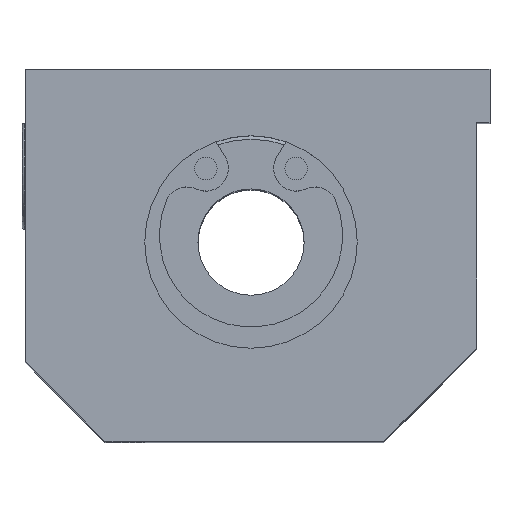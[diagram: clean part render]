
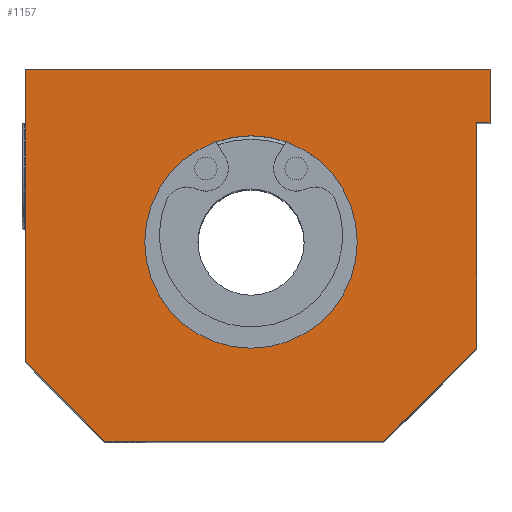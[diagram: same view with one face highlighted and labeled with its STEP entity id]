
A CAD part, top view. The second image highlights one B-rep face of the part: STEP entity #1157.
In plain terms, the highlighted planar face has unit normal (0, 0, 1).
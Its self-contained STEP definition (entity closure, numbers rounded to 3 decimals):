
#65=FACE_BOUND('',#439,.T.);
#104=PLANE('',#1357);
#119=LINE('',#1837,#199);
#121=LINE('',#1842,#201);
#157=LINE('',#2031,#237);
#159=LINE('',#2034,#239);
#162=LINE('',#2040,#242);
#167=LINE('',#2049,#247);
#172=LINE('',#2058,#252);
#174=LINE('',#2062,#254);
#199=VECTOR('',#1455,10.);
#201=VECTOR('',#1459,10.);
#237=VECTOR('',#1621,10.);
#239=VECTOR('',#1625,10.);
#242=VECTOR('',#1630,10.);
#247=VECTOR('',#1637,10.);
#252=VECTOR('',#1648,10.);
#254=VECTOR('',#1654,10.);
#350=FACE_OUTER_BOUND('',#438,.T.);
#438=EDGE_LOOP('',(#992,#993,#994,#995,#996,#997,#998,#999));
#439=EDGE_LOOP('',(#1000));
#494=CIRCLE('',#1310,8.);
#550=VERTEX_POINT('',#1831);
#552=VERTEX_POINT('',#1835);
#554=VERTEX_POINT('',#1840);
#569=VERTEX_POINT('',#1928);
#603=VERTEX_POINT('',#2028);
#604=VERTEX_POINT('',#2030);
#605=VERTEX_POINT('',#2037);
#606=VERTEX_POINT('',#2039);
#609=VERTEX_POINT('',#2047);
#657=EDGE_CURVE('',#550,#552,#119,.T.);
#659=EDGE_CURVE('',#554,#552,#121,.T.);
#681=EDGE_CURVE('',#569,#569,#494,.T.);
#729=EDGE_CURVE('',#603,#604,#157,.T.);
#731=EDGE_CURVE('',#550,#603,#159,.T.);
#734=EDGE_CURVE('',#605,#606,#162,.T.);
#739=EDGE_CURVE('',#609,#605,#167,.T.);
#744=EDGE_CURVE('',#604,#609,#172,.T.);
#746=EDGE_CURVE('',#606,#554,#174,.T.);
#992=ORIENTED_EDGE('',*,*,#746,.F.);
#993=ORIENTED_EDGE('',*,*,#734,.F.);
#994=ORIENTED_EDGE('',*,*,#739,.F.);
#995=ORIENTED_EDGE('',*,*,#744,.F.);
#996=ORIENTED_EDGE('',*,*,#729,.F.);
#997=ORIENTED_EDGE('',*,*,#731,.F.);
#998=ORIENTED_EDGE('',*,*,#657,.T.);
#999=ORIENTED_EDGE('',*,*,#659,.F.);
#1000=ORIENTED_EDGE('',*,*,#681,.T.);
#1157=ADVANCED_FACE('',(#350,#65),#104,.T.);
#1310=AXIS2_PLACEMENT_3D('',#1929,#1515,#1516);
#1357=AXIS2_PLACEMENT_3D('',#2063,#1655,#1656);
#1455=DIRECTION('',(1.,0.,0.));
#1459=DIRECTION('',(0.,-1.,0.));
#1515=DIRECTION('center_axis',(0.,0.,-1.));
#1516=DIRECTION('ref_axis',(1.,0.,0.));
#1621=DIRECTION('',(-0.707,-0.707,0.));
#1625=DIRECTION('',(0.,-1.,0.));
#1630=DIRECTION('',(0.,1.,0.));
#1637=DIRECTION('',(-0.707,0.707,0.));
#1648=DIRECTION('',(-1.,0.,0.));
#1654=DIRECTION('',(1.,0.,0.));
#1655=DIRECTION('center_axis',(0.,0.,1.));
#1656=DIRECTION('ref_axis',(1.,0.,0.));
#1831=CARTESIAN_POINT('',(17.,10.,31.));
#1835=CARTESIAN_POINT('',(18.,10.,31.));
#1837=CARTESIAN_POINT('',(17.,10.,31.));
#1840=CARTESIAN_POINT('',(18.,14.,31.));
#1842=CARTESIAN_POINT('',(18.,14.,31.));
#1928=CARTESIAN_POINT('',(-8.,1.,31.));
#1929=CARTESIAN_POINT('Origin',(0.,1.,31.));
#2028=CARTESIAN_POINT('',(17.,-7.,31.));
#2030=CARTESIAN_POINT('',(10.,-14.,31.));
#2031=CARTESIAN_POINT('',(17.,-7.,31.));
#2034=CARTESIAN_POINT('',(17.,14.,31.));
#2037=CARTESIAN_POINT('',(-17.,-8.,31.));
#2039=CARTESIAN_POINT('',(-17.,14.,31.));
#2040=CARTESIAN_POINT('',(-17.,-8.,31.));
#2047=CARTESIAN_POINT('',(-11.,-14.,31.));
#2049=CARTESIAN_POINT('',(-11.,-14.,31.));
#2058=CARTESIAN_POINT('',(10.,-14.,31.));
#2062=CARTESIAN_POINT('',(17.,14.,31.));
#2063=CARTESIAN_POINT('Origin',(-0.109,1.067,31.));
